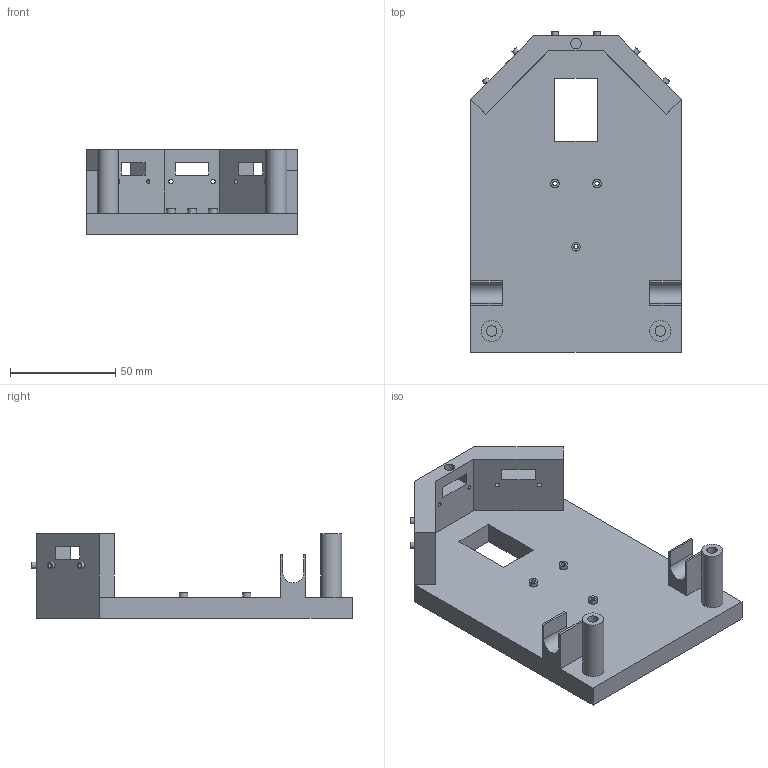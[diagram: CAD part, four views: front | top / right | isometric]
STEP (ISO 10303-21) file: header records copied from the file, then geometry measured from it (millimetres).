
FILE_DESCRIPTION(/* description */ (''),/* implementation_level */ '2;1');
FILE_NAME(/* name */ '3d20a19f-9cad-4fe3-bdd2-1405fa081021.stp',/* time_stamp */ '2023-10-08T05:40:39Z',/* author */ (''),/* organization */ (''),/* preprocessor_version */ 'ST-DEVELOPER v20',/* originating_system */ 'Autodesk Translation Framework v12.14.0.127',/* authorisation */ '');
FILE_SCHEMA (('AUTOMOTIVE_DESIGN { 1 0 10303 214 3 1 1 }'));
Length unit declared in the file: millimetre
Products named in the file (1): Body
Bounding box: 100 x 152 x 40 mm (x, y, z)
Volume: 172646.4 mm3; surface area: 46164 mm2
Topology: 1 solids, 1 shells, 85 faces, 203 edges, 134 vertices
Faces by surface type: plane 58, cylinder 27
Full cylindrical faces by diameter (mm): 2 x11, 3 x6, 4 x3, 5 x3, 10 x2
Entity records: 2542 total; most frequent: DIRECTION 427, CARTESIAN_POINT 423, ORIENTED_EDGE 406, EDGE_CURVE 203, LINE 151, VECTOR 151, AXIS2_PLACEMENT_3D 138, VERTEX_POINT 134
